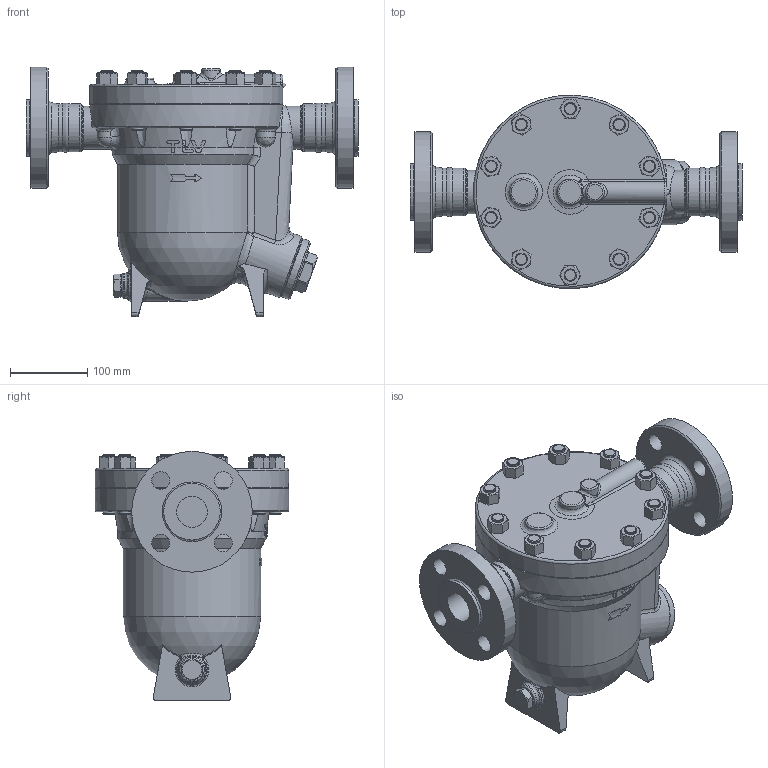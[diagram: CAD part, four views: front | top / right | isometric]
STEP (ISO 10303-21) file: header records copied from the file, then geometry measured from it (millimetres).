
FILE_DESCRIPTION((''),'2;1');
FILE_NAME('j72rb-040-a0600-00.stp','2010-08-24T16:06:40',('nakaot'),(''),'Autodesk Inventor 2008','Autodesk Inventor 2008','');
FILE_SCHEMA(('AUTOMOTIVE_DESIGN { 1 0 10303 214 1 1 1 1 }'));
Length unit declared in the file: millimetre
Products named in the file (1): j72rb-040-a0600-00
Bounding box: 429 x 250 x 322 mm (x, y, z)
Volume: 9993093.4 mm3; surface area: 522731.9 mm2
Topology: 5 solids, 5 shells, 512 faces, 1216 edges, 752 vertices
Faces by surface type: plane 165, bspline 118, cone 110, cylinder 102, torus 13, sphere 4
Full cylindrical faces by diameter (mm): 13.835 x2, 16 x26, 23 x4, 24 x1, 26 x1, 32 x1, 40 x1, 56 x2, 62 x3, 73 x1, 78 x1, 80 x1, 84 x1, 150 x1, 156 x1, 250 x2
Entity records: 24033 total; most frequent: CARTESIAN_POINT 13819, ORIENTED_EDGE 2118, DIRECTION 1892, EDGE_CURVE 1059, AXIS2_PLACEMENT_3D 822, VERTEX_POINT 722, EDGE_LOOP 713, FACE_OUTER_BOUND 512
